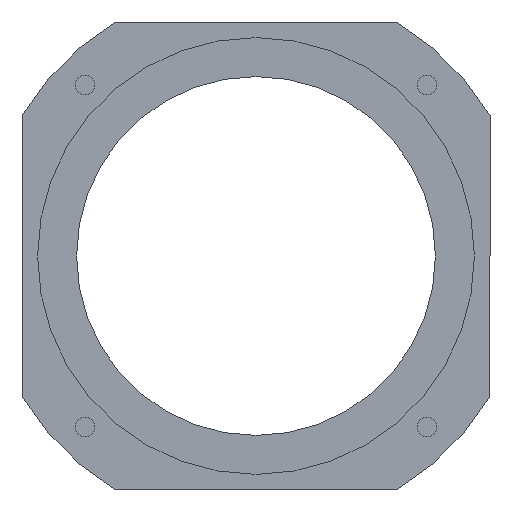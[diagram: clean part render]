
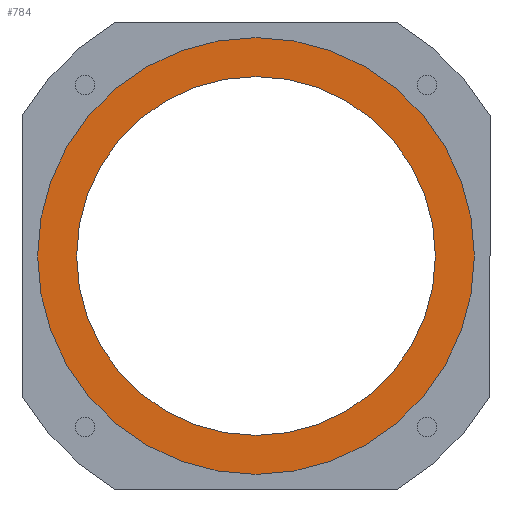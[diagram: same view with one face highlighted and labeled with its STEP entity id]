
A CAD part, front view. The second image highlights one B-rep face of the part: STEP entity #784.
In plain terms, the highlighted planar face has unit normal (0, -1, 0).
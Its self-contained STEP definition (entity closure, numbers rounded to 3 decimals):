
#59 = CIRCLE ( 'NONE', #416, 23. ) ;
#108 = EDGE_LOOP ( 'NONE', ( #1038, #550 ) ) ;
#111 = DIRECTION ( 'NONE',  ( 0., 0., -1. ) ) ;
#113 = DIRECTION ( 'NONE',  ( 0., 0., -1. ) ) ;
#142 = CIRCLE ( 'NONE', #1294, 28. ) ;
#238 = DIRECTION ( 'NONE',  ( 0., 0., -1. ) ) ;
#248 = DIRECTION ( 'NONE',  ( 0., -1., 0. ) ) ;
#266 = AXIS2_PLACEMENT_3D ( 'NONE', #1375, #1286, #297 ) ;
#276 = CARTESIAN_POINT ( 'NONE',  ( 0., 4., 28. ) ) ;
#297 = DIRECTION ( 'NONE',  ( 0., 0., -1. ) ) ;
#333 = CARTESIAN_POINT ( 'NONE',  ( 0., 4., 23. ) ) ;
#389 = EDGE_LOOP ( 'NONE', ( #1032, #1169 ) ) ;
#416 = AXIS2_PLACEMENT_3D ( 'NONE', #1094, #1337, #238 ) ;
#550 = ORIENTED_EDGE ( 'NONE', *, *, #1180, .T. ) ;
#568 = EDGE_CURVE ( 'NONE', #632, #1155, #59, .T. ) ;
#631 = CIRCLE ( 'NONE', #811, 28. ) ;
#632 = VERTEX_POINT ( 'NONE', #831 ) ;
#654 = FACE_BOUND ( 'NONE', #389, .T. ) ;
#678 = CARTESIAN_POINT ( 'NONE',  ( 0., 4., -28. ) ) ;
#701 = EDGE_CURVE ( 'NONE', #1155, #632, #825, .T. ) ;
#760 = CARTESIAN_POINT ( 'NONE',  ( 0., 4., 0. ) ) ;
#778 = DIRECTION ( 'NONE',  ( 0., -1., 0. ) ) ;
#784 = ADVANCED_FACE ( 'NONE', ( #972, #654 ), #1076, .T. ) ;
#811 = AXIS2_PLACEMENT_3D ( 'NONE', #1006, #1089, #1344 ) ;
#825 = CIRCLE ( 'NONE', #266, 23. ) ;
#831 = CARTESIAN_POINT ( 'NONE',  ( 0., 4., -23. ) ) ;
#848 = VERTEX_POINT ( 'NONE', #276 ) ;
#877 = AXIS2_PLACEMENT_3D ( 'NONE', #1083, #248, #113 ) ;
#972 = FACE_OUTER_BOUND ( 'NONE', #108, .T. ) ;
#1006 = CARTESIAN_POINT ( 'NONE',  ( 0., 4., 0. ) ) ;
#1032 = ORIENTED_EDGE ( 'NONE', *, *, #701, .T. ) ;
#1038 = ORIENTED_EDGE ( 'NONE', *, *, #1271, .T. ) ;
#1076 = PLANE ( 'NONE',  #877 ) ;
#1083 = CARTESIAN_POINT ( 'NONE',  ( 0., 4., 0. ) ) ;
#1089 = DIRECTION ( 'NONE',  ( 0., -1., 0. ) ) ;
#1094 = CARTESIAN_POINT ( 'NONE',  ( 0., 4., 0. ) ) ;
#1125 = VERTEX_POINT ( 'NONE', #678 ) ;
#1155 = VERTEX_POINT ( 'NONE', #333 ) ;
#1169 = ORIENTED_EDGE ( 'NONE', *, *, #568, .T. ) ;
#1180 = EDGE_CURVE ( 'NONE', #848, #1125, #142, .T. ) ;
#1271 = EDGE_CURVE ( 'NONE', #1125, #848, #631, .T. ) ;
#1286 = DIRECTION ( 'NONE',  ( 0., 1., 0. ) ) ;
#1294 = AXIS2_PLACEMENT_3D ( 'NONE', #760, #778, #111 ) ;
#1337 = DIRECTION ( 'NONE',  ( 0., 1., 0. ) ) ;
#1344 = DIRECTION ( 'NONE',  ( 0., 0., -1. ) ) ;
#1375 = CARTESIAN_POINT ( 'NONE',  ( 0., 4., 0. ) ) ;
